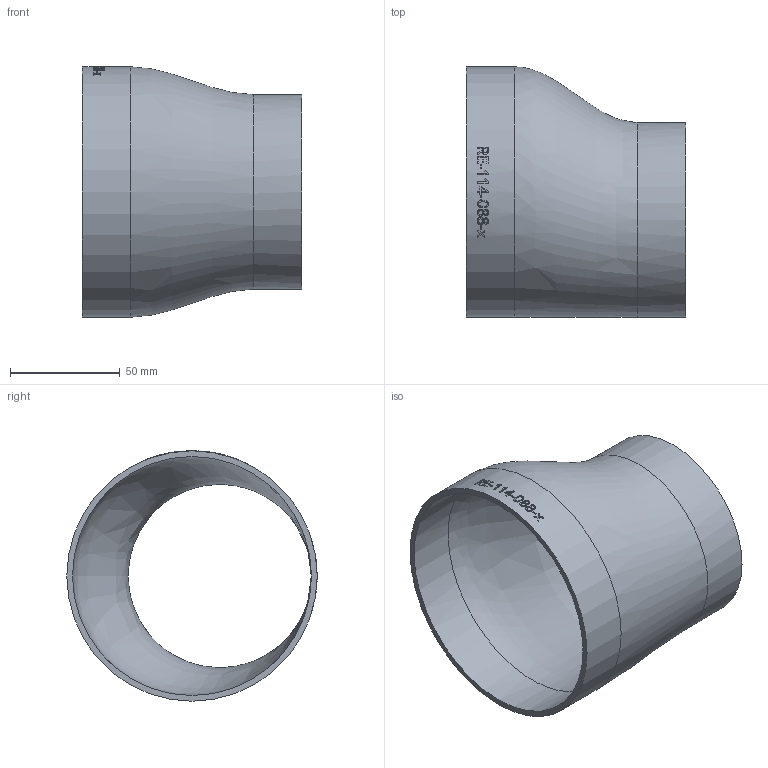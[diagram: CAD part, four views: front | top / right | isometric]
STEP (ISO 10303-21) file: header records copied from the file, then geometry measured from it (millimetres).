
FILE_DESCRIPTION (( 'STEP AP214' ), '1' );
FILE_NAME ('RE-114-088-x Reduzierung Exzenter 114,3x88,9x2,6x2,6 BL100 2101.STEP', '2021-01-02T11:52:27', ( '' ), ( '' ), 'SwSTEP 2.0', 'SolidWorks 2019', '' );
FILE_SCHEMA (( 'AUTOMOTIVE_DESIGN' ));
Length unit declared in the file: millimetre
Products named in the file (1): RE-114-088-x Reduzierung Exzenter 114,3x88,9x2,6x2,6 BL100 2101
Bounding box: 100 x 114.3 x 114.3 mm (x, y, z)
Volume: 83856 mm3; surface area: 65343.8 mm2
Topology: 1 solids, 1 shells, 151 faces, 394 edges, 263 vertices
Faces by surface type: plane 64, bspline 64, cylinder 23
Full cylindrical faces by diameter (mm): 83.7 x1, 88.9 x1, 109.1 x1, 114.3 x1
Entity records: 19539 total; most frequent: CARTESIAN_POINT 14884, ORIENTED_EDGE 760, DIRECTION 423, EDGE_CURVE 380, VERTEX_POINT 256, B_SPLINE_CURVE_WITH_KNOTS 204, EDGE_LOOP 178, AXIS2_PLACEMENT_3D 159
